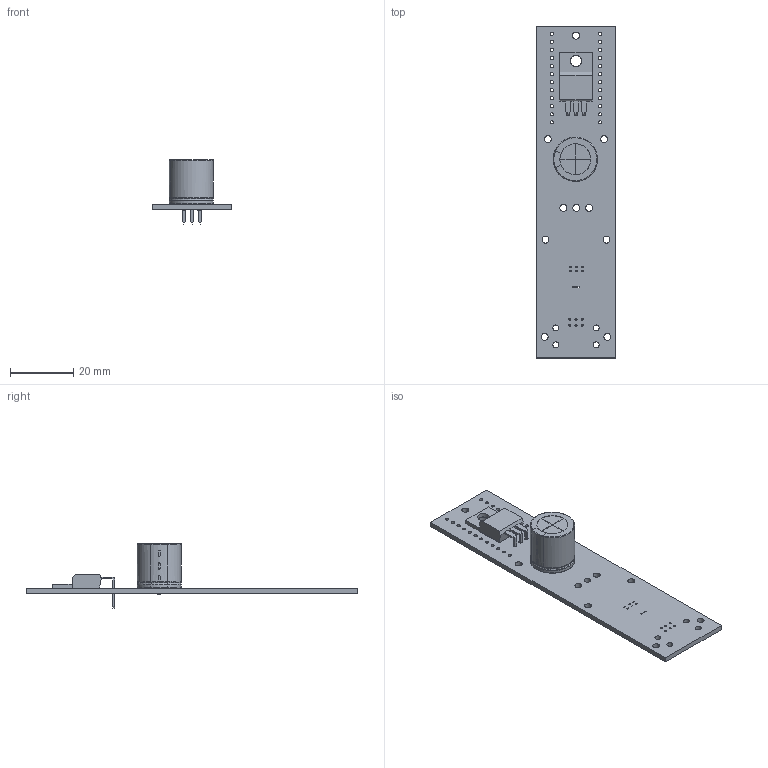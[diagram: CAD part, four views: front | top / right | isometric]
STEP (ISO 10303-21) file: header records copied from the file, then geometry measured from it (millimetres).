
FILE_DESCRIPTION(('KiCad electronic assembly'),'2;1');
FILE_NAME('pro micro nintendo adapter.step','2024-06-28T18:32:53',( 'Pcbnew'),('Kicad'),'Open CASCADE STEP processor 7.8', 'KiCad to STEP converter','Unknown');
FILE_SCHEMA(('AUTOMOTIVE_DESIGN { 1 0 10303 214 1 1 1 1 }'));
Length unit declared in the file: millimetre
Products named in the file (6): pro micro nintendo adapter 1; CP_Radial_D14.0mm_P5.00mm; CP_Radial_D140mm_P500mm; TO-220-3_Horizontal_TabDown; pro micro nintendo adapter_PCB
Assembly tree (5 placements, depth 3):
  pro micro nintendo adapter 1
    CP_Radial_D14.0mm_P5.00mm
      CP_Radial_D140mm_P500mm
    TO-220-3_Horizontal_TabDown
      TO-220-3_Horizontal_TabDown
    pro micro nintendo adapter_PCB
Bounding box: 25 x 105 x 20.33 mm (x, y, z)
Volume: 6675.2 mm3; surface area: 7555.6 mm2
Topology: 3 solids, 4 shells, 213 faces, 589 edges, 388 vertices
Faces by surface type: plane 119, cylinder 83, bspline 5, revolution 4, torus 2
Full cylindrical faces by diameter (mm): 0.635 x6, 0.9 x2, 1 x24, 1.1 x3, 1.2 x2, 1.905 x4, 2.2 x10, 3.5 x1, 3.735 x1
Entity records: 8725 total; most frequent: CARTESIAN_POINT 1942, ORIENTED_EDGE 1178, DIRECTION 1168, EDGE_CURVE 589, AXIS2_PLACEMENT_3D 396, VERTEX_POINT 388, LINE 372, VECTOR 372
